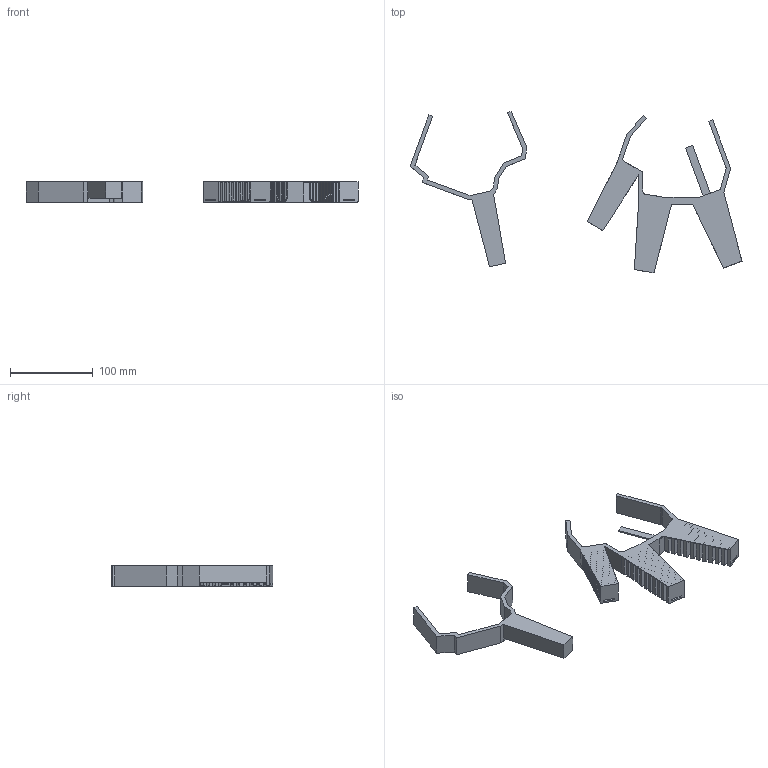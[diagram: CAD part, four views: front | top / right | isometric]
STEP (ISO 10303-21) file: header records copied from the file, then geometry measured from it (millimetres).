
FILE_DESCRIPTION(/* description */ (''),/* implementation_level */ '2;1');
FILE_NAME(/* name */ 'flex hand 00.stp',/* time_stamp */ '2014-04-03T16:32:23-07:00',/* author */ (''),/* organization */ (''),/* preprocessor_version */ 'ST-DEVELOPER v15.6',/* originating_system */ 'Autodesk Translator Framework v3.0.0.6300',/* authorisation */ '');
FILE_SCHEMA (('AUTOMOTIVE_DESIGN { 1 0 10303 214 3 1 1 }'));
Length unit declared in the file: centimetre
Products named in the file (1): PIP Unihand v6
Bounding box: 400.46 x 194.88 x 25 mm (x, y, z)
Volume: 218805.4 mm3; surface area: 113962.9 mm2
Topology: 3 solids, 3 shells, 449 faces, 1327 edges, 884 vertices
Faces by surface type: plane 372, cylinder 77
Entity records: 15007 total; most frequent: CARTESIAN_POINT 2661, ORIENTED_EDGE 2654, DIRECTION 2424, EDGE_CURVE 1327, LINE 1130, VECTOR 1130, VERTEX_POINT 884, AXIS2_PLACEMENT_3D 647
